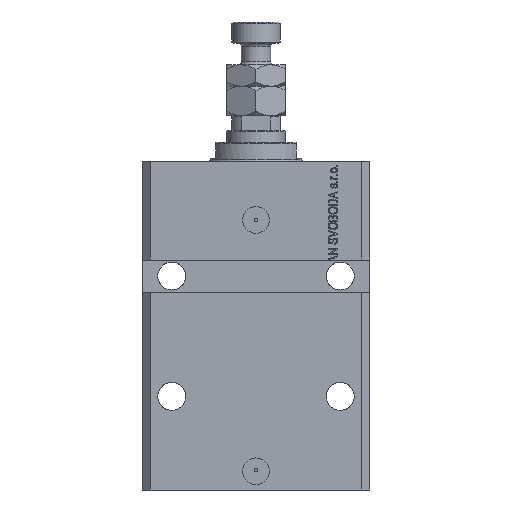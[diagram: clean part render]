
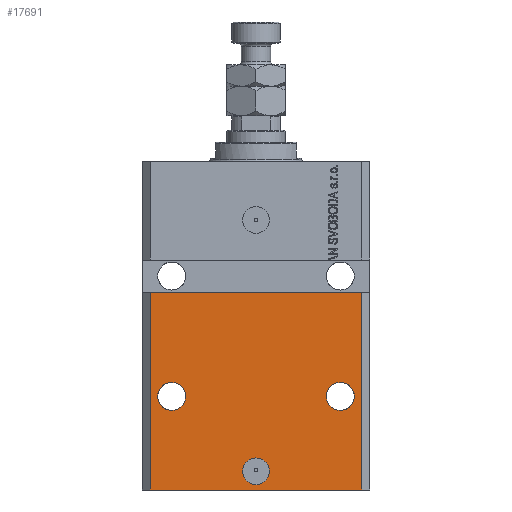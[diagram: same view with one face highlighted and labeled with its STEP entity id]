
A CAD part, front view. The second image highlights one B-rep face of the part: STEP entity #17691.
In plain terms, the highlighted planar face has unit normal (0, -1, 0).
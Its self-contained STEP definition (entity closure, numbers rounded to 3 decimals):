
#21 = EDGE_CURVE ( 'NONE', #37242, #49556, #30144, .T. ) ;
#375 = CARTESIAN_POINT ( 'NONE',  ( -42.5, -31.5, -49. ) ) ;
#746 = EDGE_LOOP ( 'NONE', ( #47754, #16904 ) ) ;
#1868 = CARTESIAN_POINT ( 'NONE',  ( -31.5, -31.5, -88. ) ) ;
#2429 = PLANE ( 'NONE',  #39076 ) ;
#2720 = EDGE_CURVE ( 'NONE', #5213, #13316, #43798, .T. ) ;
#2885 = VECTOR ( 'NONE', #31866, 1000. ) ;
#3172 = DIRECTION ( 'NONE',  ( 0., -1., 0. ) ) ;
#4123 = CARTESIAN_POINT ( 'NONE',  ( -39.5, -31.5, -123. ) ) ;
#4403 = CIRCLE ( 'NONE', #25339, 5. ) ;
#4551 = EDGE_CURVE ( 'NONE', #46821, #34879, #8966, .T. ) ;
#4572 = CARTESIAN_POINT ( 'NONE',  ( 5., -31.5, -116. ) ) ;
#5213 = VERTEX_POINT ( 'NONE', #4123 ) ;
#5780 = ORIENTED_EDGE ( 'NONE', *, *, #43685, .T. ) ;
#5815 = CARTESIAN_POINT ( 'NONE',  ( -31.5, -31.5, -88. ) ) ;
#5877 = CARTESIAN_POINT ( 'NONE',  ( 36.75, -31.5, -88. ) ) ;
#6547 = CARTESIAN_POINT ( 'NONE',  ( 0., -31.5, -116. ) ) ;
#7200 = FACE_OUTER_BOUND ( 'NONE', #39018, .T. ) ;
#7442 = DIRECTION ( 'NONE',  ( 1., 0., 0. ) ) ;
#8594 = ORIENTED_EDGE ( 'NONE', *, *, #26877, .F. ) ;
#8966 = CIRCLE ( 'NONE', #20248, 5. ) ;
#9304 = VERTEX_POINT ( 'NONE', #32906 ) ;
#9372 = EDGE_LOOP ( 'NONE', ( #18462, #38216 ) ) ;
#9416 = EDGE_CURVE ( 'NONE', #15226, #27360, #18783, .T. ) ;
#9839 = CARTESIAN_POINT ( 'NONE',  ( -39.5, -31.5, -123. ) ) ;
#10890 = EDGE_LOOP ( 'NONE', ( #46929, #18515 ) ) ;
#11340 = CIRCLE ( 'NONE', #30637, 5.25 ) ;
#11784 = CIRCLE ( 'NONE', #39960, 5.25 ) ;
#12212 = DIRECTION ( 'NONE',  ( 0., -1., 0. ) ) ;
#12224 = LINE ( 'NONE', #16756, #2885 ) ;
#13316 = VERTEX_POINT ( 'NONE', #21833 ) ;
#13327 = CARTESIAN_POINT ( 'NONE',  ( -5., -31.5, -116. ) ) ;
#14200 = CARTESIAN_POINT ( 'NONE',  ( 39.5, -31.5, -49. ) ) ;
#14322 = CARTESIAN_POINT ( 'NONE',  ( -26.25, -31.5, -88. ) ) ;
#15226 = VERTEX_POINT ( 'NONE', #5877 ) ;
#15491 = DIRECTION ( 'NONE',  ( 1., 0., 0. ) ) ;
#16756 = CARTESIAN_POINT ( 'NONE',  ( 39.5, -31.5, -123. ) ) ;
#16904 = ORIENTED_EDGE ( 'NONE', *, *, #37781, .F. ) ;
#17691 = ADVANCED_FACE ( 'NONE', ( #33403, #37674, #45009, #7200 ), #2429, .T. ) ;
#18079 = VERTEX_POINT ( 'NONE', #14200 ) ;
#18136 = DIRECTION ( 'NONE',  ( 0., -1., 0. ) ) ;
#18462 = ORIENTED_EDGE ( 'NONE', *, *, #9416, .F. ) ;
#18515 = ORIENTED_EDGE ( 'NONE', *, *, #45898, .F. ) ;
#18783 = CIRCLE ( 'NONE', #25217, 5.25 ) ;
#20248 = AXIS2_PLACEMENT_3D ( 'NONE', #6547, #18136, #45086 ) ;
#21833 = CARTESIAN_POINT ( 'NONE',  ( -39.5, -31.5, -49. ) ) ;
#22574 = VECTOR ( 'NONE', #31452, 1000. ) ;
#22803 = EDGE_CURVE ( 'NONE', #5213, #9304, #44104, .T. ) ;
#23806 = CARTESIAN_POINT ( 'NONE',  ( 0., -31.5, -116. ) ) ;
#24037 = DIRECTION ( 'NONE',  ( -1., 0., 0. ) ) ;
#25217 = AXIS2_PLACEMENT_3D ( 'NONE', #29357, #44756, #25603 ) ;
#25339 = AXIS2_PLACEMENT_3D ( 'NONE', #23806, #12212, #15491 ) ;
#25603 = DIRECTION ( 'NONE',  ( 1., 0., 0. ) ) ;
#25708 = ORIENTED_EDGE ( 'NONE', *, *, #22803, .T. ) ;
#26877 = EDGE_CURVE ( 'NONE', #13316, #18079, #46214, .T. ) ;
#27360 = VERTEX_POINT ( 'NONE', #39588 ) ;
#27475 = CARTESIAN_POINT ( 'NONE',  ( 31.5, -31.5, -88. ) ) ;
#28000 = VECTOR ( 'NONE', #47882, 1000. ) ;
#29357 = CARTESIAN_POINT ( 'NONE',  ( 31.5, -31.5, -88. ) ) ;
#29511 = EDGE_CURVE ( 'NONE', #27360, #15226, #11340, .T. ) ;
#30103 = CARTESIAN_POINT ( 'NONE',  ( -39.5, -31.5, -123. ) ) ;
#30144 = CIRCLE ( 'NONE', #36595, 5.25 ) ;
#30232 = CARTESIAN_POINT ( 'NONE',  ( -36.75, -31.5, -88. ) ) ;
#30637 = AXIS2_PLACEMENT_3D ( 'NONE', #27475, #35036, #31741 ) ;
#30664 = VECTOR ( 'NONE', #7442, 1000. ) ;
#31452 = DIRECTION ( 'NONE',  ( 0., 0., 1. ) ) ;
#31740 = DIRECTION ( 'NONE',  ( 0., -1., 0. ) ) ;
#31741 = DIRECTION ( 'NONE',  ( 1., 0., 0. ) ) ;
#31866 = DIRECTION ( 'NONE',  ( 0., 0., 1. ) ) ;
#32906 = CARTESIAN_POINT ( 'NONE',  ( 39.5, -31.5, -123. ) ) ;
#33403 = FACE_BOUND ( 'NONE', #746, .T. ) ;
#34879 = VERTEX_POINT ( 'NONE', #13327 ) ;
#35036 = DIRECTION ( 'NONE',  ( 0., -1., 0. ) ) ;
#36595 = AXIS2_PLACEMENT_3D ( 'NONE', #1868, #43433, #24037 ) ;
#37097 = ORIENTED_EDGE ( 'NONE', *, *, #2720, .F. ) ;
#37242 = VERTEX_POINT ( 'NONE', #14322 ) ;
#37674 = FACE_BOUND ( 'NONE', #9372, .T. ) ;
#37781 = EDGE_CURVE ( 'NONE', #34879, #46821, #4403, .T. ) ;
#38216 = ORIENTED_EDGE ( 'NONE', *, *, #29511, .F. ) ;
#39018 = EDGE_LOOP ( 'NONE', ( #8594, #37097, #25708, #5780 ) ) ;
#39076 = AXIS2_PLACEMENT_3D ( 'NONE', #30103, #3172, #48763 ) ;
#39588 = CARTESIAN_POINT ( 'NONE',  ( 26.25, -31.5, -88. ) ) ;
#39960 = AXIS2_PLACEMENT_3D ( 'NONE', #5815, #31740, #48113 ) ;
#43433 = DIRECTION ( 'NONE',  ( 0., -1., 0. ) ) ;
#43546 = CARTESIAN_POINT ( 'NONE',  ( -39.5, -31.5, -123. ) ) ;
#43685 = EDGE_CURVE ( 'NONE', #9304, #18079, #12224, .T. ) ;
#43798 = LINE ( 'NONE', #43546, #22574 ) ;
#44104 = LINE ( 'NONE', #9839, #28000 ) ;
#44756 = DIRECTION ( 'NONE',  ( 0., -1., 0. ) ) ;
#45009 = FACE_BOUND ( 'NONE', #10890, .T. ) ;
#45086 = DIRECTION ( 'NONE',  ( 1., 0., 0. ) ) ;
#45898 = EDGE_CURVE ( 'NONE', #49556, #37242, #11784, .T. ) ;
#46214 = LINE ( 'NONE', #375, #30664 ) ;
#46821 = VERTEX_POINT ( 'NONE', #4572 ) ;
#46929 = ORIENTED_EDGE ( 'NONE', *, *, #21, .F. ) ;
#47754 = ORIENTED_EDGE ( 'NONE', *, *, #4551, .F. ) ;
#47882 = DIRECTION ( 'NONE',  ( 1., 0., 0. ) ) ;
#48113 = DIRECTION ( 'NONE',  ( -1., 0., 0. ) ) ;
#48763 = DIRECTION ( 'NONE',  ( 0., 0., -1. ) ) ;
#49556 = VERTEX_POINT ( 'NONE', #30232 ) ;
